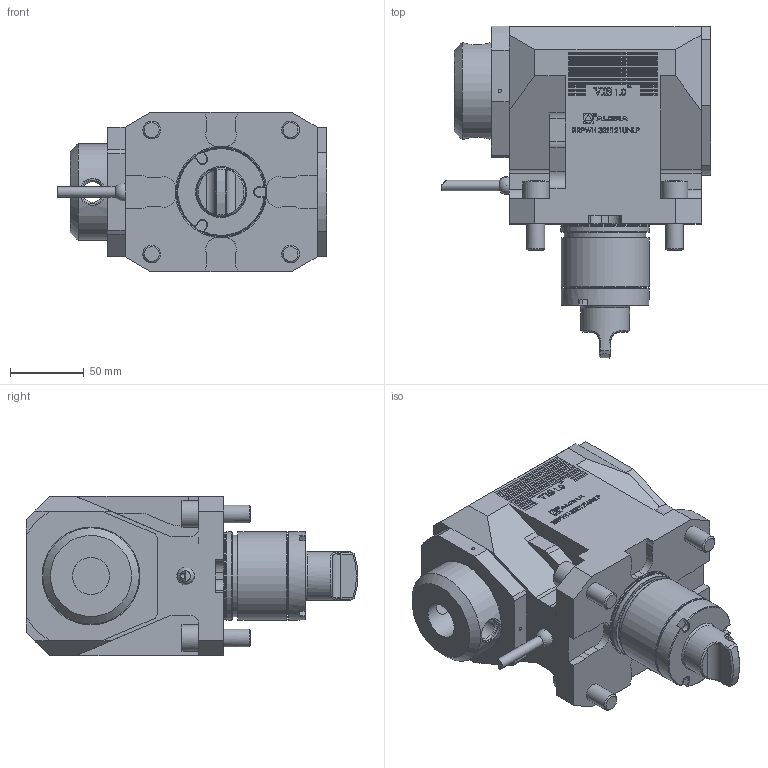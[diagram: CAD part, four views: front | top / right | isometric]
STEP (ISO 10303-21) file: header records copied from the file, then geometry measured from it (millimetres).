
FILE_DESCRIPTION (( 'STEP AP214' ), '1' );
FILE_NAME ('RRPWH32E121UNLP.STEP', '2025-09-02T11:36:39', ( '' ), ( '' ), 'SwSTEP 2.0', 'SolidWorks 2023', '' );
FILE_SCHEMA (( 'AUTOMOTIVE_DESIGN' ));
Length unit declared in the file: millimetre
Products named in the file (1): RRPWH32E121UNLP
Bounding box: 182.5 x 224.8 x 108 mm (x, y, z)
Volume: 2039225.4 mm3; surface area: 129419.5 mm2
Topology: 1 solids, 1 shells, 935 faces, 2438 edges, 1617 vertices
Faces by surface type: plane 640, bspline 142, cylinder 117, cone 27, torus 8, sphere 1
Full cylindrical faces by diameter (mm): 1.7 x1, 2.1 x1, 4 x1, 6.366 x1, 7 x1, 12 x4, 14 x2, 18 x6, 25.1 x1, 33 x1, 55.2 x1, 59.5 x1, 59.7 x1, 59.8 x1, 59.9 x1, 65.3 x1
Entity records: 39778 total; most frequent: CARTESIAN_POINT 14753, ORIENTED_EDGE 4724, DIRECTION 3795, EDGE_CURVE 2362, VECTOR 1753, LINE 1753, VERTEX_POINT 1593, EDGE_LOOP 1103
